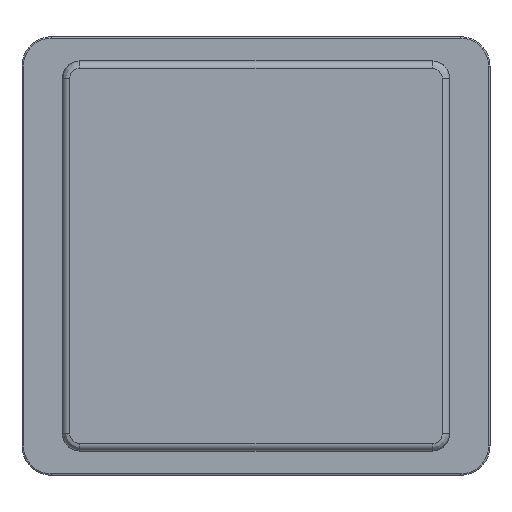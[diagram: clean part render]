
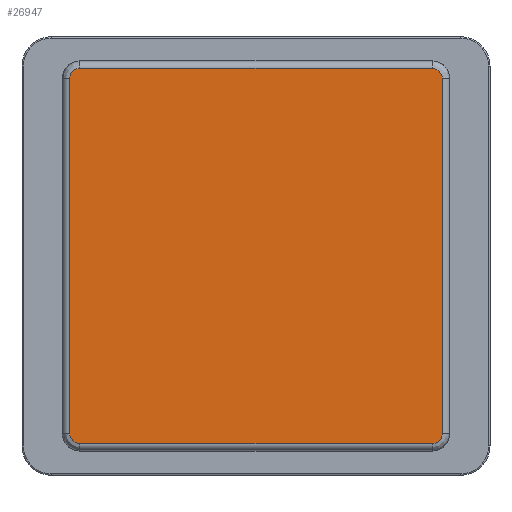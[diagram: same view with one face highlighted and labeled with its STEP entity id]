
A CAD part, front view. The second image highlights one B-rep face of the part: STEP entity #26947.
In plain terms, the highlighted planar face has unit normal (0, -1, 0).
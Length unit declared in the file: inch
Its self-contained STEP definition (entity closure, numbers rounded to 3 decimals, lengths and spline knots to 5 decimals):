
#1=CARTESIAN_POINT('',(6.00647,0.,-6.39241));
#2=CARTESIAN_POINT('',(6.03487,0.,-6.39241));
#3=CARTESIAN_POINT('',(6.08923,0.,-6.38537));
#4=CARTESIAN_POINT('',(6.16319,0.,-6.3576));
#5=CARTESIAN_POINT('',(6.2302,0.,-6.31265));
#6=CARTESIAN_POINT('',(6.28338,0.,-6.25428));
#7=CARTESIAN_POINT('',(6.31779,0.,-6.19413));
#8=CARTESIAN_POINT('',(6.33969,0.,-6.13122));
#9=CARTESIAN_POINT('',(6.34641,0.,-6.07987));
#10=CARTESIAN_POINT('',(6.34641,0.,-6.05247));
#12=DIRECTION('',(1.,0.,0.));
#13=VECTOR('',#12,12.01293);
#14=CARTESIAN_POINT('',(-6.00647,0.,-6.39241));
#15=LINE('',#14,#13);
#16=CARTESIAN_POINT('',(-6.34641,0.,-6.05247));
#17=CARTESIAN_POINT('',(-6.34641,0.,-6.08087));
#18=CARTESIAN_POINT('',(-6.33937,0.,-6.13523));
#19=CARTESIAN_POINT('',(-6.3116,0.,-6.20919));
#20=CARTESIAN_POINT('',(-6.26665,0.,-6.2762));
#21=CARTESIAN_POINT('',(-6.20828,0.,-6.32938));
#22=CARTESIAN_POINT('',(-6.14813,0.,-6.36379));
#23=CARTESIAN_POINT('',(-6.08522,0.,-6.38569));
#24=CARTESIAN_POINT('',(-6.03387,0.,-6.39241));
#25=CARTESIAN_POINT('',(-6.00647,0.,-6.39241));
#27=DIRECTION('',(0.,0.,-1.));
#28=VECTOR('',#27,12.10493);
#29=CARTESIAN_POINT('',(-6.34641,0.,6.05247));
#30=LINE('',#29,#28);
#31=CARTESIAN_POINT('',(-6.00647,0.,6.39241));
#32=CARTESIAN_POINT('',(-6.03487,0.,6.39241));
#33=CARTESIAN_POINT('',(-6.08923,0.,6.38537));
#34=CARTESIAN_POINT('',(-6.16319,0.,6.3576));
#35=CARTESIAN_POINT('',(-6.2302,0.,6.31265));
#36=CARTESIAN_POINT('',(-6.28338,0.,6.25428));
#37=CARTESIAN_POINT('',(-6.31779,0.,6.19413));
#38=CARTESIAN_POINT('',(-6.33969,0.,6.13122));
#39=CARTESIAN_POINT('',(-6.34641,0.,6.07987));
#40=CARTESIAN_POINT('',(-6.34641,0.,6.05247));
#42=DIRECTION('',(-1.,0.,0.));
#43=VECTOR('',#42,12.01293);
#44=CARTESIAN_POINT('',(6.00647,0.,6.39241));
#45=LINE('',#44,#43);
#46=CARTESIAN_POINT('',(6.34641,0.,6.05247));
#47=CARTESIAN_POINT('',(6.34641,0.,6.08087));
#48=CARTESIAN_POINT('',(6.33937,0.,6.13523));
#49=CARTESIAN_POINT('',(6.3116,0.,6.20919));
#50=CARTESIAN_POINT('',(6.26665,0.,6.2762));
#51=CARTESIAN_POINT('',(6.20828,0.,6.32938));
#52=CARTESIAN_POINT('',(6.14813,0.,6.36379));
#53=CARTESIAN_POINT('',(6.08522,0.,6.38569));
#54=CARTESIAN_POINT('',(6.03387,0.,6.39241));
#55=CARTESIAN_POINT('',(6.00647,0.,6.39241));
#57=DIRECTION('',(0.,0.,1.));
#58=VECTOR('',#57,12.10493);
#59=CARTESIAN_POINT('',(6.34641,0.,-6.05247));
#60=LINE('',#59,#58);
#26902=VERTEX_POINT('',#1);
#26903=VERTEX_POINT('',#10);
#26906=CARTESIAN_POINT('',(6.34641,0.,6.05247));
#26907=VERTEX_POINT('',#26906);
#26910=VERTEX_POINT('',#55);
#26912=CARTESIAN_POINT('',(-6.00647,0.,6.39241));
#26913=VERTEX_POINT('',#26912);
#26916=VERTEX_POINT('',#40);
#26918=CARTESIAN_POINT('',(-6.34641,0.,-6.05247));
#26919=VERTEX_POINT('',#26918);
#26922=VERTEX_POINT('',#25);
#26924=CARTESIAN_POINT('',(0.,0.,0.));
#26925=DIRECTION('',(0.,1.,0.));
#26926=DIRECTION('',(1.,0.,0.));
#26927=AXIS2_PLACEMENT_3D('',#26924,#26925,#26926);
#26928=PLANE('',#26927);
#26930=ORIENTED_EDGE('',*,*,#26929,.F.);
#26932=ORIENTED_EDGE('',*,*,#26931,.F.);
#26934=ORIENTED_EDGE('',*,*,#26933,.F.);
#26936=ORIENTED_EDGE('',*,*,#26935,.F.);
#26938=ORIENTED_EDGE('',*,*,#26937,.F.);
#26940=ORIENTED_EDGE('',*,*,#26939,.F.);
#26942=ORIENTED_EDGE('',*,*,#26941,.F.);
#26944=ORIENTED_EDGE('',*,*,#26943,.F.);
#26945=EDGE_LOOP('',(#26930,#26932,#26934,#26936,#26938,#26940,#26942,#26944));
#26946=FACE_OUTER_BOUND('',#26945,.F.);
#26947=ADVANCED_FACE('',(#26946),#26928,.F.);
#11=B_SPLINE_CURVE_WITH_KNOTS('',3,(#1,#2,#3,#4,#5,#6,#7,#8,#9,#10),
.UNSPECIFIED.,.F.,.F.,(4,1,1,1,1,1,1,4),(0.,0.14286,
0.28571,0.42857,0.57143,0.71429,
0.85714,1.),.UNSPECIFIED.);
#26=B_SPLINE_CURVE_WITH_KNOTS('',3,(#16,#17,#18,#19,#20,#21,#22,#23,#24,#25),
.UNSPECIFIED.,.F.,.F.,(4,1,1,1,1,1,1,4),(0.,0.14286,
0.28571,0.42857,0.57143,0.71429,
0.85714,1.),.UNSPECIFIED.);
#41=B_SPLINE_CURVE_WITH_KNOTS('',3,(#31,#32,#33,#34,#35,#36,#37,#38,#39,#40),
.UNSPECIFIED.,.F.,.F.,(4,1,1,1,1,1,1,4),(0.,0.14286,
0.28571,0.42857,0.57143,0.71429,
0.85714,1.),.UNSPECIFIED.);
#56=B_SPLINE_CURVE_WITH_KNOTS('',3,(#46,#47,#48,#49,#50,#51,#52,#53,#54,#55),
.UNSPECIFIED.,.F.,.F.,(4,1,1,1,1,1,1,4),(0.,0.14286,
0.28571,0.42857,0.57143,0.71429,
0.85714,1.),.UNSPECIFIED.);
#26929=EDGE_CURVE('',#26902,#26903,#11,.T.);
#26931=EDGE_CURVE('',#26922,#26902,#15,.T.);
#26933=EDGE_CURVE('',#26919,#26922,#26,.T.);
#26935=EDGE_CURVE('',#26916,#26919,#30,.T.);
#26937=EDGE_CURVE('',#26913,#26916,#41,.T.);
#26939=EDGE_CURVE('',#26910,#26913,#45,.T.);
#26941=EDGE_CURVE('',#26907,#26910,#56,.T.);
#26943=EDGE_CURVE('',#26903,#26907,#60,.T.);
